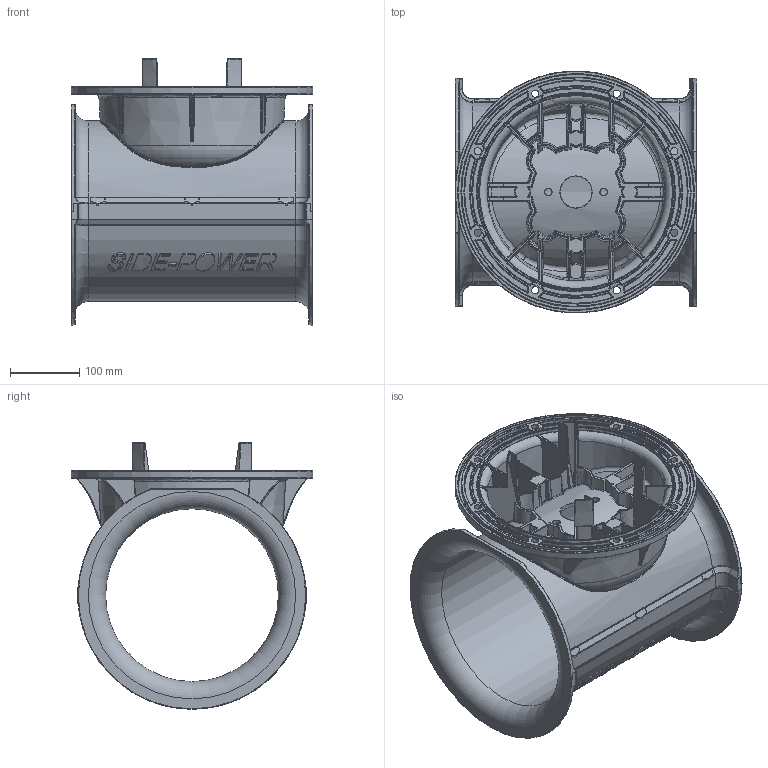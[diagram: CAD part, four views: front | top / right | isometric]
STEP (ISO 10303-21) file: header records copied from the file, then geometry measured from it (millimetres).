
FILE_DESCRIPTION(/* description */ (''),/* implementation_level */ '2;1');
FILE_NAME(/* name */ '90150i.stp',/* time_stamp */ '2016-02-24T13:13:22+01:00',/* author */ ('elvira'),/* organization */ (''),/* preprocessor_version */ 'ST-DEVELOPER v16.1',/* originating_system */ 'Autodesk Inventor 2016',/* authorisation */ '');
FILE_SCHEMA (('AUTOMOTIVE_DESIGN { 1 0 10303 214 3 1 1 }'));
Length unit declared in the file: millimetre
Products named in the file (1): SM-119954
Bounding box: 350 x 350 x 385.5 mm (x, y, z)
Volume: 3143559.7 mm3; surface area: 1046622.5 mm2
Topology: 1 solids, 1 shells, 2385 faces, 5975 edges, 3481 vertices
Faces by surface type: bspline 1515, cylinder 311, plane 291, sphere 131, torus 89, cone 48
Full cylindrical faces by diameter (mm): 10.5 x8, 250 x1, 350 x1
Entity records: 124572 total; most frequent: CARTESIAN_POINT 75928, ORIENTED_EDGE 11580, DIRECTION 7028, EDGE_CURVE 5790, VERTEX_POINT 3456, AXIS2_PLACEMENT_3D 2951, B_SPLINE_CURVE_WITH_KNOTS 2529, EDGE_LOOP 2456
